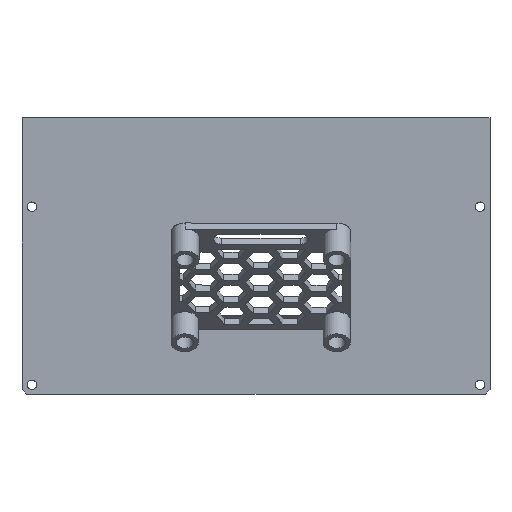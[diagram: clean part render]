
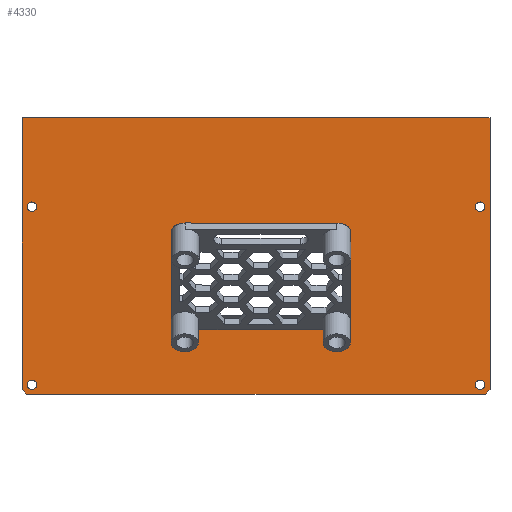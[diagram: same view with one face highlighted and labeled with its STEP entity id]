
A CAD part, top view. The second image highlights one B-rep face of the part: STEP entity #4330.
In plain terms, the highlighted planar face has unit normal (0, 0, 1).
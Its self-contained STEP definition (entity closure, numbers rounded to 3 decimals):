
#43=ELLIPSE('',#4364,5.25,3.375);
#44=ELLIPSE('',#4379,5.231,3.363);
#45=ELLIPSE('',#4381,5.25,3.375);
#49=ELLIPSE('',#4388,5.25,3.375);
#112=CIRCLE('',#4602,1.8);
#114=CIRCLE('',#4605,1.8);
#116=CIRCLE('',#4608,1.8);
#118=CIRCLE('',#4611,1.8);
#193=FACE_BOUND('',#679,.T.);
#194=FACE_BOUND('',#680,.T.);
#195=FACE_BOUND('',#681,.T.);
#196=FACE_BOUND('',#682,.T.);
#197=FACE_BOUND('',#683,.T.);
#411=FACE_OUTER_BOUND('',#678,.T.);
#678=EDGE_LOOP('',(#3905,#3906,#3907,#3908,#3909,#3910));
#679=EDGE_LOOP('',(#3911,#3912,#3913,#3914,#3915,#3916,#3917,#3918,#3919,
#3920));
#680=EDGE_LOOP('',(#3921));
#681=EDGE_LOOP('',(#3922));
#682=EDGE_LOOP('',(#3923));
#683=EDGE_LOOP('',(#3924));
#717=LINE('',#5748,#1234);
#743=LINE('',#5872,#1260);
#747=LINE('',#5879,#1264);
#750=LINE('',#5885,#1267);
#753=LINE('',#5950,#1270);
#1151=LINE('',#6833,#1668);
#1191=LINE('',#7085,#1708);
#1194=LINE('',#7091,#1711);
#1197=LINE('',#7097,#1714);
#1200=LINE('',#7103,#1717);
#1203=LINE('',#7109,#1720);
#1206=LINE('',#7113,#1723);
#1234=VECTOR('',#4670,10.);
#1260=VECTOR('',#4736,10.);
#1264=VECTOR('',#4742,10.);
#1267=VECTOR('',#4747,10.);
#1270=VECTOR('',#4766,10.);
#1668=VECTOR('',#5484,10.);
#1708=VECTOR('',#5660,10.);
#1711=VECTOR('',#5665,10.);
#1714=VECTOR('',#5670,10.);
#1717=VECTOR('',#5675,10.);
#1720=VECTOR('',#5680,10.);
#1723=VECTOR('',#5685,10.);
#1742=VERTEX_POINT('',#5745);
#1743=VERTEX_POINT('',#5747);
#1757=VERTEX_POINT('',#5817);
#1758=VERTEX_POINT('',#5819);
#1778=VERTEX_POINT('',#5869);
#1779=VERTEX_POINT('',#5871);
#1781=VERTEX_POINT('',#5877);
#1783=VERTEX_POINT('',#5883);
#1787=VERTEX_POINT('',#5914);
#1793=VERTEX_POINT('',#5961);
#2102=VERTEX_POINT('',#7055);
#2104=VERTEX_POINT('',#7061);
#2106=VERTEX_POINT('',#7067);
#2108=VERTEX_POINT('',#7073);
#2112=VERTEX_POINT('',#7082);
#2113=VERTEX_POINT('',#7084);
#2115=VERTEX_POINT('',#7090);
#2117=VERTEX_POINT('',#7096);
#2119=VERTEX_POINT('',#7102);
#2121=VERTEX_POINT('',#7108);
#2149=EDGE_CURVE('',#1743,#1742,#717,.T.);
#2167=EDGE_CURVE('',#1758,#1757,#43,.T.);
#2189=EDGE_CURVE('',#1779,#1778,#743,.T.);
#2193=EDGE_CURVE('',#1778,#1781,#747,.T.);
#2196=EDGE_CURVE('',#1781,#1783,#750,.T.);
#2198=EDGE_CURVE('',#1783,#1743,#44,.T.);
#2202=EDGE_CURVE('',#1742,#1787,#45,.T.);
#2209=EDGE_CURVE('',#1787,#1758,#753,.T.);
#2213=EDGE_CURVE('',#1793,#1779,#49,.T.);
#2635=EDGE_CURVE('',#1757,#1793,#1151,.T.);
#2699=EDGE_CURVE('',#2102,#2102,#112,.T.);
#2702=EDGE_CURVE('',#2104,#2104,#114,.T.);
#2705=EDGE_CURVE('',#2106,#2106,#116,.T.);
#2708=EDGE_CURVE('',#2108,#2108,#118,.T.);
#2713=EDGE_CURVE('',#2113,#2112,#1191,.T.);
#2716=EDGE_CURVE('',#2115,#2113,#1194,.T.);
#2719=EDGE_CURVE('',#2117,#2115,#1197,.T.);
#2722=EDGE_CURVE('',#2119,#2117,#1200,.T.);
#2725=EDGE_CURVE('',#2121,#2119,#1203,.T.);
#2728=EDGE_CURVE('',#2112,#2121,#1206,.T.);
#3905=ORIENTED_EDGE('',*,*,#2728,.T.);
#3906=ORIENTED_EDGE('',*,*,#2725,.T.);
#3907=ORIENTED_EDGE('',*,*,#2722,.T.);
#3908=ORIENTED_EDGE('',*,*,#2719,.T.);
#3909=ORIENTED_EDGE('',*,*,#2716,.T.);
#3910=ORIENTED_EDGE('',*,*,#2713,.T.);
#3911=ORIENTED_EDGE('',*,*,#2189,.T.);
#3912=ORIENTED_EDGE('',*,*,#2193,.T.);
#3913=ORIENTED_EDGE('',*,*,#2196,.T.);
#3914=ORIENTED_EDGE('',*,*,#2198,.T.);
#3915=ORIENTED_EDGE('',*,*,#2149,.T.);
#3916=ORIENTED_EDGE('',*,*,#2202,.T.);
#3917=ORIENTED_EDGE('',*,*,#2209,.T.);
#3918=ORIENTED_EDGE('',*,*,#2167,.T.);
#3919=ORIENTED_EDGE('',*,*,#2635,.T.);
#3920=ORIENTED_EDGE('',*,*,#2213,.T.);
#3921=ORIENTED_EDGE('',*,*,#2708,.T.);
#3922=ORIENTED_EDGE('',*,*,#2705,.T.);
#3923=ORIENTED_EDGE('',*,*,#2702,.T.);
#3924=ORIENTED_EDGE('',*,*,#2699,.T.);
#4120=PLANE('',#4619);
#4330=ADVANCED_FACE('',(#411,#193,#194,#195,#196,#197),#4120,.T.);
#4364=AXIS2_PLACEMENT_3D('',#5820,#4697,#4698);
#4379=AXIS2_PLACEMENT_3D('',#5898,#4750,#4751);
#4381=AXIS2_PLACEMENT_3D('',#5916,#4755,#4756);
#4388=AXIS2_PLACEMENT_3D('',#5962,#4772,#4773);
#4602=AXIS2_PLACEMENT_3D('',#7056,#5630,#5631);
#4605=AXIS2_PLACEMENT_3D('',#7062,#5637,#5638);
#4608=AXIS2_PLACEMENT_3D('',#7068,#5644,#5645);
#4611=AXIS2_PLACEMENT_3D('',#7074,#5651,#5652);
#4619=AXIS2_PLACEMENT_3D('',#7114,#5686,#5687);
#4670=DIRECTION('',(0.006,1.,0.));
#4697=DIRECTION('center_axis',(0.,0.,-1.));
#4698=DIRECTION('ref_axis',(1.,0.,0.));
#4736=DIRECTION('',(-1.,0.,0.));
#4742=DIRECTION('',(-1.,0.,0.));
#4747=DIRECTION('',(-1.,0.,0.));
#4750=DIRECTION('center_axis',(0.,0.,-1.));
#4751=DIRECTION('ref_axis',(-1.,0.,0.));
#4755=DIRECTION('center_axis',(0.,0.,-1.));
#4756=DIRECTION('ref_axis',(-1.,0.,0.));
#4766=DIRECTION('',(1.,-0.001,0.));
#4772=DIRECTION('center_axis',(0.,0.,-1.));
#4773=DIRECTION('ref_axis',(1.,0.,0.));
#5484=DIRECTION('',(0.,-1.,0.));
#5630=DIRECTION('center_axis',(0.,0.,-1.));
#5631=DIRECTION('ref_axis',(1.,0.,0.));
#5637=DIRECTION('center_axis',(0.,0.,-1.));
#5638=DIRECTION('ref_axis',(1.,0.,0.));
#5644=DIRECTION('center_axis',(0.,0.,-1.));
#5645=DIRECTION('ref_axis',(1.,0.,0.));
#5651=DIRECTION('center_axis',(0.,0.,-1.));
#5652=DIRECTION('ref_axis',(1.,0.,0.));
#5660=DIRECTION('',(0.707,-0.707,0.));
#5665=DIRECTION('',(0.,-1.,0.));
#5670=DIRECTION('',(-1.,0.,0.));
#5675=DIRECTION('',(0.,1.,0.));
#5680=DIRECTION('',(0.707,0.707,0.));
#5685=DIRECTION('',(1.,0.,0.));
#5686=DIRECTION('center_axis',(0.,0.,1.));
#5687=DIRECTION('ref_axis',(1.,0.,0.));
#5745=CARTESIAN_POINT('',(-32.25,24.297,126.8));
#5747=CARTESIAN_POINT('',(-32.425,-7.257,126.8));
#5748=CARTESIAN_POINT('',(-32.275,19.828,126.8));
#5817=CARTESIAN_POINT('',(36.075,24.239,126.8));
#5819=CARTESIAN_POINT('',(30.825,27.614,126.8));
#5820=CARTESIAN_POINT('Origin',(30.825,24.239,126.8));
#5869=CARTESIAN_POINT('',(16.825,-10.632,126.8));
#5871=CARTESIAN_POINT('',(30.825,-10.632,126.8));
#5872=CARTESIAN_POINT('',(8.412,-10.632,126.8));
#5877=CARTESIAN_POINT('',(-13.175,-10.632,126.8));
#5879=CARTESIAN_POINT('',(-6.588,-10.632,126.8));
#5883=CARTESIAN_POINT('',(-27.175,-10.632,126.8));
#5885=CARTESIAN_POINT('',(-13.588,-10.632,126.8));
#5898=CARTESIAN_POINT('Origin',(-27.194,-7.269,126.8));
#5914=CARTESIAN_POINT('',(-26.994,27.66,126.8));
#5916=CARTESIAN_POINT('Origin',(-27.,24.285,126.8));
#5950=CARTESIAN_POINT('',(15.417,27.626,126.8));
#5961=CARTESIAN_POINT('',(36.075,-7.257,126.8));
#5962=CARTESIAN_POINT('Origin',(30.825,-7.257,126.8));
#6833=CARTESIAN_POINT('',(36.075,18.943,126.8));
#7055=CARTESIAN_POINT('',(-87.3,34.,126.8));
#7056=CARTESIAN_POINT('Origin',(-85.5,34.,126.8));
#7061=CARTESIAN_POINT('',(83.7,-34.,126.8));
#7062=CARTESIAN_POINT('Origin',(85.5,-34.,126.8));
#7067=CARTESIAN_POINT('',(83.7,34.,126.8));
#7068=CARTESIAN_POINT('Origin',(85.5,34.,126.8));
#7073=CARTESIAN_POINT('',(-87.3,-34.,126.8));
#7074=CARTESIAN_POINT('Origin',(-85.5,-34.,126.8));
#7082=CARTESIAN_POINT('',(-87.417,-37.594,126.8));
#7084=CARTESIAN_POINT('',(-89.3,-35.711,126.8));
#7085=CARTESIAN_POINT('',(-87.417,-37.594,126.8));
#7090=CARTESIAN_POINT('',(-89.3,67.953,126.8));
#7091=CARTESIAN_POINT('',(-89.3,-35.711,126.8));
#7096=CARTESIAN_POINT('',(89.3,67.953,126.8));
#7097=CARTESIAN_POINT('',(-89.5,67.953,126.8));
#7102=CARTESIAN_POINT('',(89.3,-35.711,126.8));
#7103=CARTESIAN_POINT('',(89.3,171.917,126.8));
#7108=CARTESIAN_POINT('',(87.417,-37.594,126.8));
#7109=CARTESIAN_POINT('',(89.3,-35.711,126.8));
#7113=CARTESIAN_POINT('',(-87.417,-37.594,126.8));
#7114=CARTESIAN_POINT('Origin',(0.,15.18,126.8));
